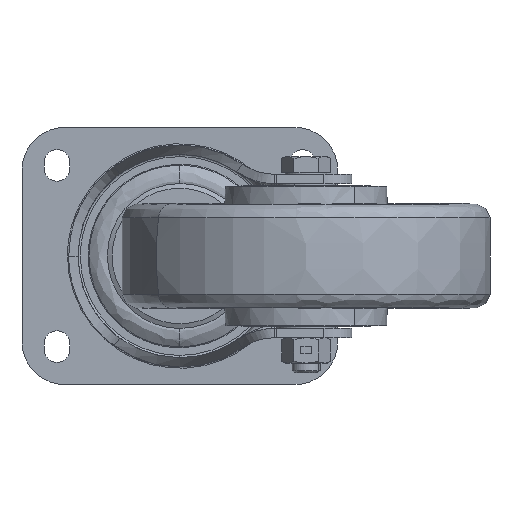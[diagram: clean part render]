
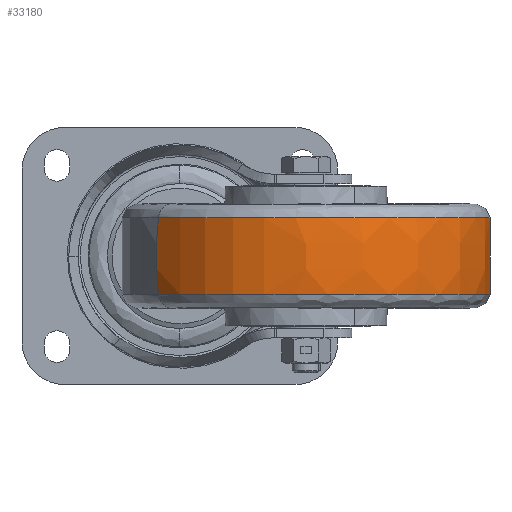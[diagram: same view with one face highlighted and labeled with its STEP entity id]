
A CAD part, front view. The second image highlights one B-rep face of the part: STEP entity #33180.
In plain terms, the highlighted free-form (B-spline) face has degree [3, 3] with [4, 4] control points.
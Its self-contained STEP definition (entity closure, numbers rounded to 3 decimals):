
#705 = CARTESIAN_POINT ( 'NONE',  ( 117.159, -72.9, 16.289 ) ) ;
#714 = CARTESIAN_POINT ( 'NONE',  ( 85.679, -296.983, 5.47 ) ) ;
#1088 = CIRCLE ( 'NONE', #7808, 78.787 ) ;
#1812 = EDGE_CURVE ( 'NONE', #28722, #21236, #27959, .T. ) ;
#2583 = VERTEX_POINT ( 'NONE', #13716 ) ;
#3390 = CARTESIAN_POINT ( 'NONE',  ( 118.457, -71.932, 5.47 ) ) ;
#4612 = ORIENTED_EDGE ( 'NONE', *, *, #15511, .T. ) ;
#6072 = CARTESIAN_POINT ( 'NONE',  ( 85.679, -296.983, -5.47 ) ) ;
#6710 = AXIS2_PLACEMENT_3D ( 'NONE', #17567, #24655, #25929 ) ;
#7808 = AXIS2_PLACEMENT_3D ( 'NONE', #25980, #10059, #28682 ) ;
#8766 = CARTESIAN_POINT ( 'NONE',  ( 118.457, -71.932, -5.47 ) ) ;
#10012 = CARTESIAN_POINT ( 'NONE',  ( 54., -120., 16.289 ) ) ;
#10059 = DIRECTION ( 'NONE',  ( 0., 0., 1. ) ) ;
#10566 = CARTESIAN_POINT ( 'NONE',  ( -9.159, -167.1, -16.289 ) ) ;
#10778 = EDGE_LOOP ( 'NONE', ( #4612, #32029, #28294, #11849 ) ) ;
#11439 = CARTESIAN_POINT ( 'NONE',  ( 85.041, -293.417, -16.289 ) ) ;
#11849 = ORIENTED_EDGE ( 'NONE', *, *, #1812, .F. ) ;
#12446 = CARTESIAN_POINT ( 'NONE',  ( 78.049, -102.066, 0. ) ) ;
#12553 = VERTEX_POINT ( 'NONE', #10566 ) ;
#12699 = DIRECTION ( 'NONE',  ( 0.802, 0.598, 0. ) ) ;
#12717 = AXIS2_PLACEMENT_3D ( 'NONE', #12446, #31099, #15145 ) ;
#13716 = CARTESIAN_POINT ( 'NONE',  ( -9.159, -167.1, 16.289 ) ) ;
#13993 = CARTESIAN_POINT ( 'NONE',  ( 211.359, -199.218, 16.289 ) ) ;
#14105 = CARTESIAN_POINT ( 'NONE',  ( 117.159, -72.9, -16.289 ) ) ;
#15106 = CIRCLE ( 'NONE', #12717, 110. ) ;
#15145 = DIRECTION ( 'NONE',  ( -0.802, -0.598, 0. ) ) ;
#15511 = EDGE_CURVE ( 'NONE', #28722, #2583, #20232, .T. ) ;
#16600 = EDGE_CURVE ( 'NONE', #2583, #12553, #15106, .T. ) ;
#16657 = CARTESIAN_POINT ( 'NONE',  ( -10.457, -168.068, 5.47 ) ) ;
#17567 = CARTESIAN_POINT ( 'NONE',  ( 29.951, -137.934, 0. ) ) ;
#19338 = CARTESIAN_POINT ( 'NONE',  ( 214.594, -200.846, 5.47 ) ) ;
#20232 = CIRCLE ( 'NONE', #28044, 78.787 ) ;
#21236 = VERTEX_POINT ( 'NONE', #22805 ) ;
#21785 = CARTESIAN_POINT ( 'NONE',  ( -9.159, -167.1, 16.289 ) ) ;
#22016 = CARTESIAN_POINT ( 'NONE',  ( -10.457, -168.068, -5.47 ) ) ;
#22805 = CARTESIAN_POINT ( 'NONE',  ( 117.159, -72.9, -16.289 ) ) ;
#24653 = CARTESIAN_POINT ( 'NONE',  ( 214.594, -200.846, -5.47 ) ) ;
#24655 = DIRECTION ( 'NONE',  ( -0.598, 0.802, 0. ) ) ;
#24716 = EDGE_CURVE ( 'NONE', #12553, #21236, #1088, .T. ) ;
#25929 = DIRECTION ( 'NONE',  ( 0.802, 0.598, 0. ) ) ;
#25980 = CARTESIAN_POINT ( 'NONE',  ( 54., -120., -16.289 ) ) ;
#26031 =( BOUNDED_SURFACE ( )  B_SPLINE_SURFACE ( 3, 3, ( 
 ( #21785, #29976, #13993, #32678 ),
 ( #16657, #714, #19338, #3390 ),
 ( #22016, #6072, #24653, #8766 ),
 ( #27338, #11439, #30093, #14105 ) ),
 .UNSPECIFIED., .F., .F., .F. ) 
 B_SPLINE_SURFACE_WITH_KNOTS ( ( 4, 4 ),
 ( 4, 4 ),
 ( 0., 1. ),
 ( 0., 1. ),
 .UNSPECIFIED. ) 
 GEOMETRIC_REPRESENTATION_ITEM ( )  RATIONAL_B_SPLINE_SURFACE ( (
 ( 1., 0.333, 0.333, 1.),
 ( 0.993, 0.331, 0.331, 0.993),
 ( 0.993, 0.331, 0.331, 0.993),
 ( 1., 0.333, 0.333, 1.) ) ) 
 REPRESENTATION_ITEM ( '' )  SURFACE ( )  );
#27338 = CARTESIAN_POINT ( 'NONE',  ( -9.159, -167.1, -16.289 ) ) ;
#27959 = CIRCLE ( 'NONE', #6710, 110. ) ;
#28044 = AXIS2_PLACEMENT_3D ( 'NONE', #10012, #28636, #12699 ) ;
#28294 = ORIENTED_EDGE ( 'NONE', *, *, #24716, .T. ) ;
#28636 = DIRECTION ( 'NONE',  ( 0., 0., -1. ) ) ;
#28682 = DIRECTION ( 'NONE',  ( 0.802, 0.598, 0. ) ) ;
#28722 = VERTEX_POINT ( 'NONE', #705 ) ;
#28807 = FACE_OUTER_BOUND ( 'NONE', #10778, .T. ) ;
#29976 = CARTESIAN_POINT ( 'NONE',  ( 85.041, -293.417, 16.289 ) ) ;
#30093 = CARTESIAN_POINT ( 'NONE',  ( 211.359, -199.218, -16.289 ) ) ;
#31099 = DIRECTION ( 'NONE',  ( 0.598, -0.802, 0. ) ) ;
#32029 = ORIENTED_EDGE ( 'NONE', *, *, #16600, .T. ) ;
#32678 = CARTESIAN_POINT ( 'NONE',  ( 117.159, -72.9, 16.289 ) ) ;
#33180 = ADVANCED_FACE ( 'NONE', ( #28807 ), #26031, .T. ) ;
